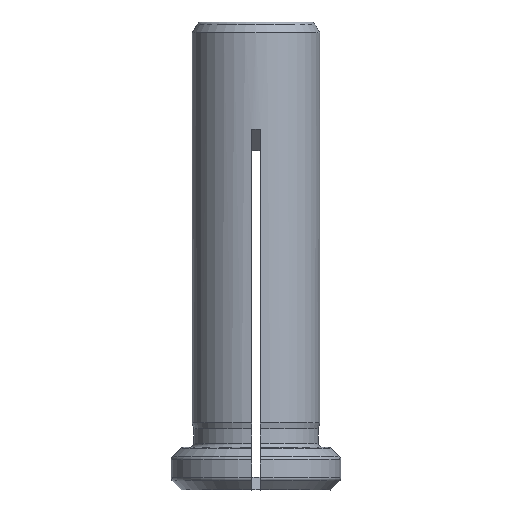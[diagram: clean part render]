
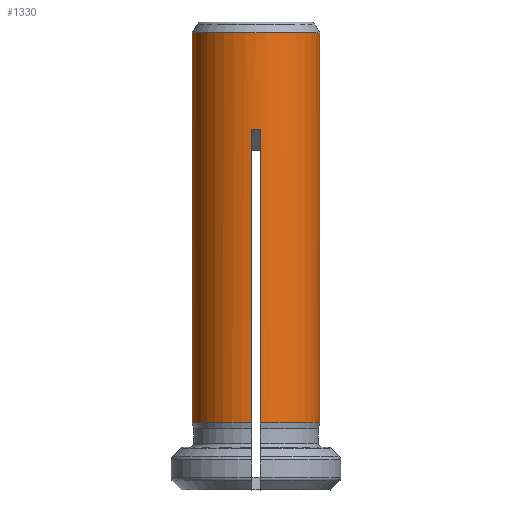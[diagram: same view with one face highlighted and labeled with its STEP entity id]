
A CAD part, front view. The second image highlights one B-rep face of the part: STEP entity #1330.
In plain terms, the highlighted cylindrical face has radius 6 mm (diameter 12 mm), a full revolution.
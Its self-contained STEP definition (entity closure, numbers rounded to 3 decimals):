
#28=ELLIPSE('',#1481,8.485,6.);
#29=ELLIPSE('',#1482,8.485,6.);
#30=ELLIPSE('',#1483,8.485,6.);
#31=ELLIPSE('',#1484,8.485,6.);
#98=LINE('',#2405,#166);
#99=LINE('',#2409,#167);
#100=LINE('',#2410,#168);
#101=LINE('',#2414,#169);
#102=LINE('',#2415,#170);
#103=LINE('',#2419,#171);
#104=LINE('',#2420,#172);
#105=LINE('',#2424,#173);
#166=VECTOR('',#1788,1000.);
#167=VECTOR('',#1791,1000.);
#168=VECTOR('',#1792,1000.);
#169=VECTOR('',#1795,1000.);
#170=VECTOR('',#1796,1000.);
#171=VECTOR('',#1799,1000.);
#172=VECTOR('',#1800,1000.);
#173=VECTOR('',#1803,1000.);
#200=CYLINDRICAL_SURFACE('',#1480,6.);
#513=ORIENTED_EDGE('',*,*,#866,.F.);
#514=ORIENTED_EDGE('',*,*,#867,.F.);
#515=ORIENTED_EDGE('',*,*,#868,.T.);
#516=ORIENTED_EDGE('',*,*,#692,.F.);
#517=ORIENTED_EDGE('',*,*,#869,.F.);
#518=ORIENTED_EDGE('',*,*,#870,.F.);
#519=ORIENTED_EDGE('',*,*,#871,.T.);
#520=ORIENTED_EDGE('',*,*,#795,.F.);
#521=ORIENTED_EDGE('',*,*,#872,.F.);
#522=ORIENTED_EDGE('',*,*,#873,.F.);
#523=ORIENTED_EDGE('',*,*,#874,.T.);
#524=ORIENTED_EDGE('',*,*,#761,.F.);
#525=ORIENTED_EDGE('',*,*,#875,.F.);
#526=ORIENTED_EDGE('',*,*,#876,.F.);
#527=ORIENTED_EDGE('',*,*,#877,.T.);
#528=ORIENTED_EDGE('',*,*,#727,.F.);
#529=ORIENTED_EDGE('',*,*,#799,.F.);
#692=EDGE_CURVE('',#894,#895,#1032,.F.);
#727=EDGE_CURVE('',#918,#920,#1044,.F.);
#761=EDGE_CURVE('',#942,#944,#1056,.F.);
#795=EDGE_CURVE('',#966,#968,#1068,.F.);
#799=EDGE_CURVE('',#971,#971,#1071,.F.);
#866=EDGE_CURVE('',#1024,#918,#98,.F.);
#867=EDGE_CURVE('',#1025,#1024,#28,.F.);
#868=EDGE_CURVE('',#1025,#895,#99,.F.);
#869=EDGE_CURVE('',#1026,#894,#100,.F.);
#870=EDGE_CURVE('',#1027,#1026,#29,.F.);
#871=EDGE_CURVE('',#1027,#968,#101,.F.);
#872=EDGE_CURVE('',#1028,#966,#102,.F.);
#873=EDGE_CURVE('',#1029,#1028,#30,.F.);
#874=EDGE_CURVE('',#1029,#944,#103,.F.);
#875=EDGE_CURVE('',#1030,#942,#104,.F.);
#876=EDGE_CURVE('',#1031,#1030,#31,.F.);
#877=EDGE_CURVE('',#1031,#920,#105,.F.);
#894=VERTEX_POINT('',#1857);
#895=VERTEX_POINT('',#1858);
#918=VERTEX_POINT('',#1977);
#920=VERTEX_POINT('',#1980);
#942=VERTEX_POINT('',#2094);
#944=VERTEX_POINT('',#2097);
#966=VERTEX_POINT('',#2211);
#968=VERTEX_POINT('',#2214);
#971=VERTEX_POINT('',#2225);
#1024=VERTEX_POINT('',#2406);
#1025=VERTEX_POINT('',#2408);
#1026=VERTEX_POINT('',#2411);
#1027=VERTEX_POINT('',#2413);
#1028=VERTEX_POINT('',#2416);
#1029=VERTEX_POINT('',#2418);
#1030=VERTEX_POINT('',#2421);
#1031=VERTEX_POINT('',#2423);
#1032=CIRCLE('',#1362,6.);
#1044=CIRCLE('',#1385,6.);
#1056=CIRCLE('',#1408,6.);
#1068=CIRCLE('',#1431,6.);
#1071=CIRCLE('',#1435,6.);
#1156=EDGE_LOOP('',(#513,#514,#515,#516,#517,#518,#519,#520,#521,#522,#523,
#524,#525,#526,#527,#528));
#1157=EDGE_LOOP('',(#529));
#1242=FACE_BOUND('',#1156,.T.);
#1243=FACE_BOUND('',#1157,.T.);
#1330=ADVANCED_FACE('',(#1242,#1243),#200,.T.);
#1362=AXIS2_PLACEMENT_3D('',#1856,#1506,#1507);
#1385=AXIS2_PLACEMENT_3D('',#1979,#1558,#1559);
#1408=AXIS2_PLACEMENT_3D('',#2096,#1610,#1611);
#1431=AXIS2_PLACEMENT_3D('',#2213,#1662,#1663);
#1435=AXIS2_PLACEMENT_3D('',#2224,#1670,#1671);
#1480=AXIS2_PLACEMENT_3D('',#2404,#1786,#1787);
#1481=AXIS2_PLACEMENT_3D('',#2407,#1789,#1790);
#1482=AXIS2_PLACEMENT_3D('',#2412,#1793,#1794);
#1483=AXIS2_PLACEMENT_3D('',#2417,#1797,#1798);
#1484=AXIS2_PLACEMENT_3D('',#2422,#1801,#1802);
#1506=DIRECTION('',(0.,0.,1.));
#1507=DIRECTION('',(1.,0.,0.));
#1558=DIRECTION('',(0.,0.,1.));
#1559=DIRECTION('',(1.,0.,0.));
#1610=DIRECTION('',(0.,0.,1.));
#1611=DIRECTION('',(1.,0.,0.));
#1662=DIRECTION('',(0.,0.,1.));
#1663=DIRECTION('',(1.,0.,0.));
#1670=DIRECTION('',(0.,0.,-1.));
#1671=DIRECTION('',(-1.,0.,0.));
#1786=DIRECTION('',(0.,0.,1.));
#1787=DIRECTION('',(1.,0.,0.));
#1788=DIRECTION('',(0.,0.,1.));
#1789=DIRECTION('',(0.,0.707,0.707));
#1790=DIRECTION('',(0.,-0.707,0.707));
#1791=DIRECTION('',(0.,0.,1.));
#1792=DIRECTION('',(0.,0.,1.));
#1793=DIRECTION('',(-0.707,0.,0.707));
#1794=DIRECTION('',(0.707,0.,0.707));
#1795=DIRECTION('',(0.,0.,1.));
#1796=DIRECTION('',(0.,0.,1.));
#1797=DIRECTION('',(0.,-0.707,0.707));
#1798=DIRECTION('',(0.,0.707,0.707));
#1799=DIRECTION('',(0.,0.,1.));
#1800=DIRECTION('',(0.,0.,1.));
#1801=DIRECTION('',(0.707,0.,0.707));
#1802=DIRECTION('',(-0.707,0.,0.707));
#1803=DIRECTION('',(0.,0.,1.));
#1856=CARTESIAN_POINT('',(0.,0.,2.313));
#1857=CARTESIAN_POINT('',(5.987,-0.4,2.313));
#1858=CARTESIAN_POINT('',(0.4,-5.987,2.313));
#1977=CARTESIAN_POINT('',(-0.4,-5.987,2.313));
#1979=CARTESIAN_POINT('',(0.,0.,2.313));
#1980=CARTESIAN_POINT('',(-5.987,-0.4,2.313));
#2094=CARTESIAN_POINT('',(-5.987,0.4,2.313));
#2096=CARTESIAN_POINT('',(0.,0.,2.313));
#2097=CARTESIAN_POINT('',(-0.4,5.987,2.313));
#2211=CARTESIAN_POINT('',(0.4,5.987,2.313));
#2213=CARTESIAN_POINT('',(0.,0.,2.313));
#2214=CARTESIAN_POINT('',(5.987,0.4,2.313));
#2224=CARTESIAN_POINT('',(0.,0.,38.986));
#2225=CARTESIAN_POINT('',(-6.,0.,38.986));
#2404=CARTESIAN_POINT('',(0.,0.,60.));
#2405=CARTESIAN_POINT('',(-0.4,-5.987,60.));
#2406=CARTESIAN_POINT('',(-0.4,-5.987,29.887));
#2407=CARTESIAN_POINT('',(0.,0.,23.9));
#2408=CARTESIAN_POINT('',(0.4,-5.987,29.887));
#2409=CARTESIAN_POINT('',(0.4,-5.987,60.));
#2410=CARTESIAN_POINT('',(5.987,-0.4,60.));
#2411=CARTESIAN_POINT('',(5.987,-0.4,29.887));
#2412=CARTESIAN_POINT('',(0.,0.,23.9));
#2413=CARTESIAN_POINT('',(5.987,0.4,29.887));
#2414=CARTESIAN_POINT('',(5.987,0.4,60.));
#2415=CARTESIAN_POINT('',(0.4,5.987,60.));
#2416=CARTESIAN_POINT('',(0.4,5.987,29.887));
#2417=CARTESIAN_POINT('',(0.,0.,23.9));
#2418=CARTESIAN_POINT('',(-0.4,5.987,29.887));
#2419=CARTESIAN_POINT('',(-0.4,5.987,60.));
#2420=CARTESIAN_POINT('',(-5.987,0.4,60.));
#2421=CARTESIAN_POINT('',(-5.987,0.4,29.887));
#2422=CARTESIAN_POINT('',(0.,0.,23.9));
#2423=CARTESIAN_POINT('',(-5.987,-0.4,29.887));
#2424=CARTESIAN_POINT('',(-5.987,-0.4,60.));
